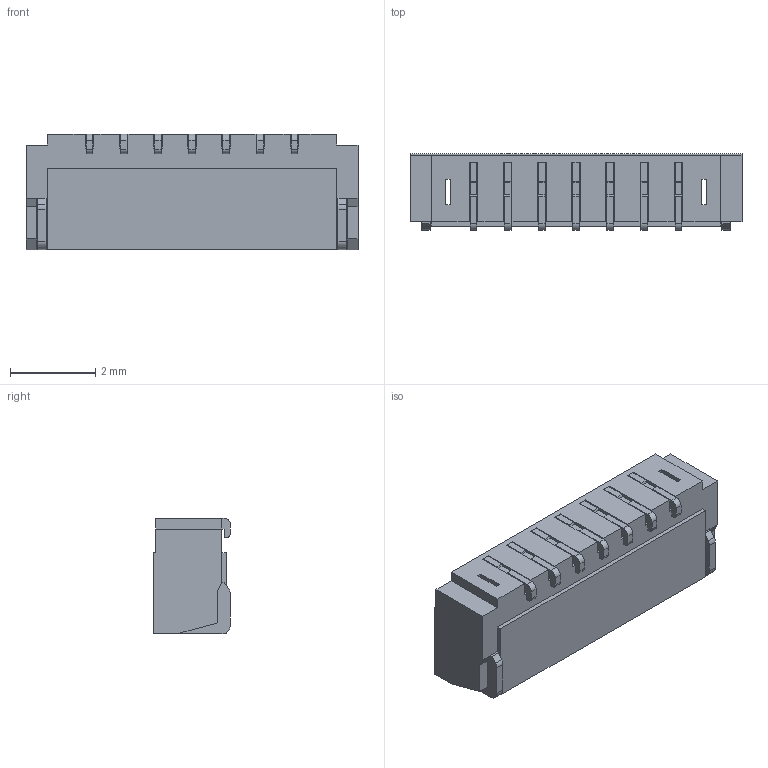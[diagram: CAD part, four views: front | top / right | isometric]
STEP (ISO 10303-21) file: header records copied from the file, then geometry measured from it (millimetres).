
FILE_DESCRIPTION (( 'STEP AP214' ), '1' );
FILE_NAME ('FWF08002-S07B13W5M-REF .STEP', '2025-10-11T05:36:16', ( '' ), ( '' ), 'SwSTEP 2.0', 'SolidWorks 2021', '' );
FILE_SCHEMA (( 'AUTOMOTIVE_DESIGN' ));
Length unit declared in the file: millimetre
Products named in the file (1): FWF08002-S07B13W5M-REF 
Bounding box: 7.78 x 1.8 x 2.7 mm (x, y, z)
Volume: 21.4 mm3; surface area: 151.5 mm2
Topology: 1 solids, 1 shells, 292 faces, 982 edges, 642 vertices
Faces by surface type: plane 246, cylinder 46
Entity records: 10648 total; most frequent: ORIENTED_EDGE 1964, CARTESIAN_POINT 1917, DIRECTION 1660, EDGE_CURVE 982, VECTOR 890, LINE 890, VERTEX_POINT 642, AXIS2_PLACEMENT_3D 385
